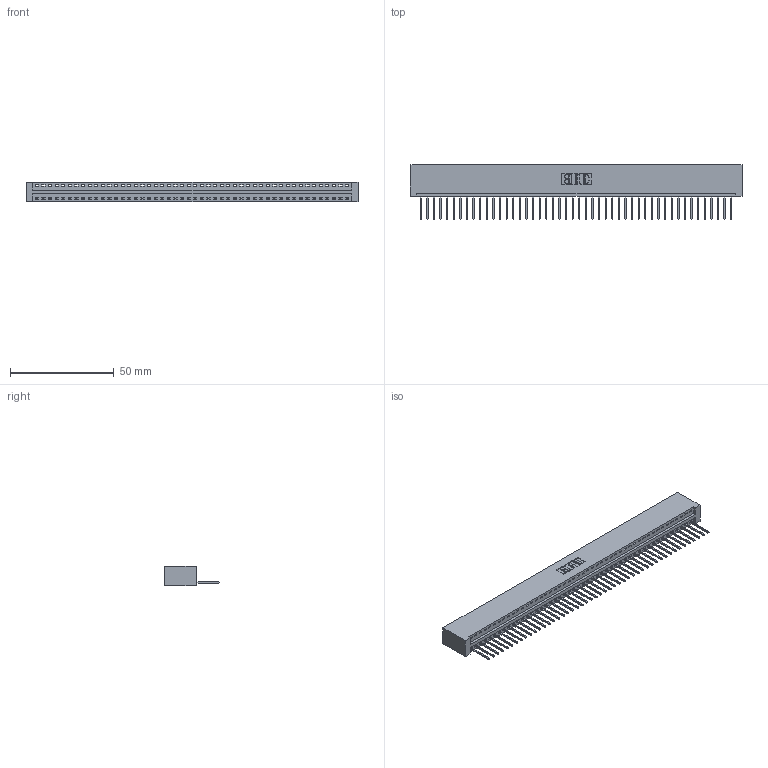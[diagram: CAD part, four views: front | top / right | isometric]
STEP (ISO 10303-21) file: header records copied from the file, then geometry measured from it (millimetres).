
FILE_DESCRIPTION (( 'STEP AP203' ), '1' );
FILE_NAME ('396-048-522-101.STEP', '2019-10-28T04:40:14', ( '' ), ( '' ), 'SwSTEP 2.0', 'SolidWorks 2016', '' );
FILE_SCHEMA (( 'CONFIG_CONTROL_DESIGN' ));
Length unit declared in the file: inch
Products named in the file (3): 345-292-001_345-293-122; 346 Part_No Mounting Lugs; 396-048-522-101
Assembly tree (49 placements, depth 2):
  396-048-522-101
    346 Part_No Mounting Lugs
    345-292-001_345-293-122  x48
Bounding box: 159.64 x 26.42 x 9.4 mm (x, y, z)
Volume: 15877.7 mm3; surface area: 20161.6 mm2
Topology: 49 solids, 49 shells, 2898 faces, 8753 edges, 5770 vertices
Faces by surface type: plane 1992, cylinder 906
Entity records: 28723 total; most frequent: CARTESIAN_POINT 4928, ORIENTED_EDGE 4910, DIRECTION 4335, EDGE_CURVE 2455, LINE 2139, VECTOR 2139, VERTEX_POINT 1634, AXIS2_PLACEMENT_3D 1098
